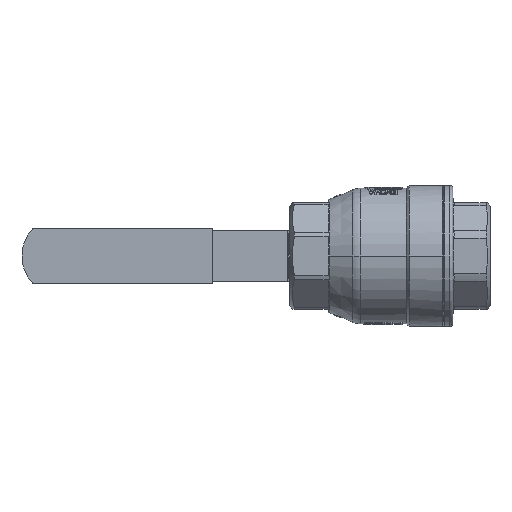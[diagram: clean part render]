
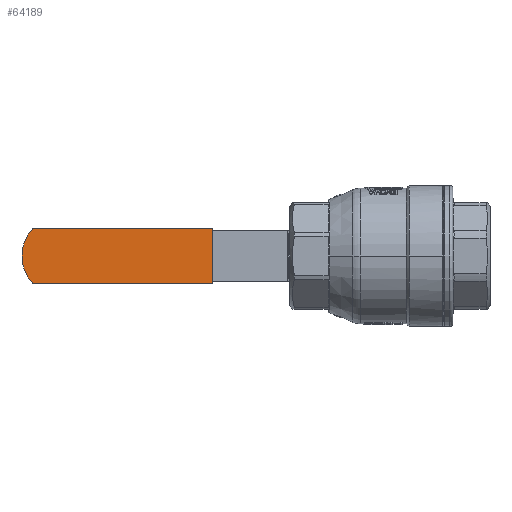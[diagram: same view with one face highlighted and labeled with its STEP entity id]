
A CAD part, front view. The second image highlights one B-rep face of the part: STEP entity #64189.
In plain terms, the highlighted planar face has unit normal (0, -1, 0).
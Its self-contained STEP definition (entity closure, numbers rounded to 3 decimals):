
#1666 = DIRECTION ( 'NONE',  ( 0., 0., 1. ) ) ;
#2346 = VERTEX_POINT ( 'NONE', #46747 ) ;
#5998 = DIRECTION ( 'NONE',  ( 0., 0., 1. ) ) ;
#6222 = CARTESIAN_POINT ( 'NONE',  ( -187.489, 17.7, 14.3 ) ) ;
#8638 = EDGE_CURVE ( 'NONE', #50498, #51148, #77453, .T. ) ;
#10283 = EDGE_CURVE ( 'NONE', #13058, #51148, #67012, .T. ) ;
#10443 = CARTESIAN_POINT ( 'NONE',  ( -193.472, 17.7, 14.3 ) ) ;
#12975 = ORIENTED_EDGE ( 'NONE', *, *, #10283, .T. ) ;
#13058 = VERTEX_POINT ( 'NONE', #41027 ) ;
#14281 = VECTOR ( 'NONE', #66194, 1000. ) ;
#22581 = ORIENTED_EDGE ( 'NONE', *, *, #78471, .T. ) ;
#28860 = DIRECTION ( 'NONE',  ( 1., 0., 0. ) ) ;
#34590 = PLANE ( 'NONE',  #66956 ) ;
#36371 = EDGE_LOOP ( 'NONE', ( #12975, #84415, #22581, #74553 ) ) ;
#37052 = VECTOR ( 'NONE', #5998, 1000. ) ;
#37180 = AXIS2_PLACEMENT_3D ( 'NONE', #77226, #37620, #83898 ) ;
#37620 = DIRECTION ( 'NONE',  ( 0., 1., 0. ) ) ;
#41027 = CARTESIAN_POINT ( 'NONE',  ( -93.395, 17.7, 14.3 ) ) ;
#41231 = DIRECTION ( 'NONE',  ( 0., 1., 0. ) ) ;
#45542 = CARTESIAN_POINT ( 'NONE',  ( -93.395, 17.7, 14.5 ) ) ;
#46747 = CARTESIAN_POINT ( 'NONE',  ( -93.395, 17.7, -14.3 ) ) ;
#47379 = FACE_OUTER_BOUND ( 'NONE', #36371, .T. ) ;
#50498 = VERTEX_POINT ( 'NONE', #59178 ) ;
#51148 = VERTEX_POINT ( 'NONE', #6222 ) ;
#54684 = LINE ( 'NONE', #45542, #37052 ) ;
#59178 = CARTESIAN_POINT ( 'NONE',  ( -187.489, 17.7, -14.3 ) ) ;
#60900 = LINE ( 'NONE', #75074, #80567 ) ;
#63201 = EDGE_CURVE ( 'NONE', #2346, #13058, #54684, .T. ) ;
#64189 = ADVANCED_FACE ( 'NONE', ( #47379 ), #34590, .F. ) ;
#66194 = DIRECTION ( 'NONE',  ( -1., 0., 0. ) ) ;
#66956 = AXIS2_PLACEMENT_3D ( 'NONE', #80546, #41231, #1666 ) ;
#67012 = LINE ( 'NONE', #10443, #14281 ) ;
#74553 = ORIENTED_EDGE ( 'NONE', *, *, #63201, .T. ) ;
#75074 = CARTESIAN_POINT ( 'NONE',  ( -193.472, 17.7, -14.3 ) ) ;
#77226 = CARTESIAN_POINT ( 'NONE',  ( -172.7, 17.7, 0. ) ) ;
#77453 = CIRCLE ( 'NONE', #37180, 20.572 ) ;
#78471 = EDGE_CURVE ( 'NONE', #50498, #2346, #60900, .T. ) ;
#80546 = CARTESIAN_POINT ( 'NONE',  ( -193.472, 17.7, 14.5 ) ) ;
#80567 = VECTOR ( 'NONE', #28860, 1000. ) ;
#83898 = DIRECTION ( 'NONE',  ( 0., 0., 1. ) ) ;
#84415 = ORIENTED_EDGE ( 'NONE', *, *, #8638, .F. ) ;
